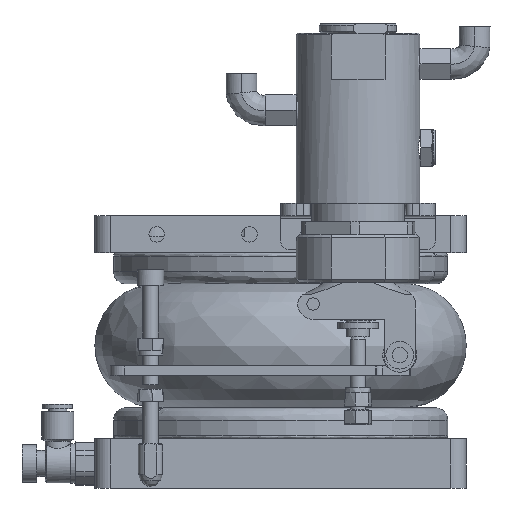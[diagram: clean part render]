
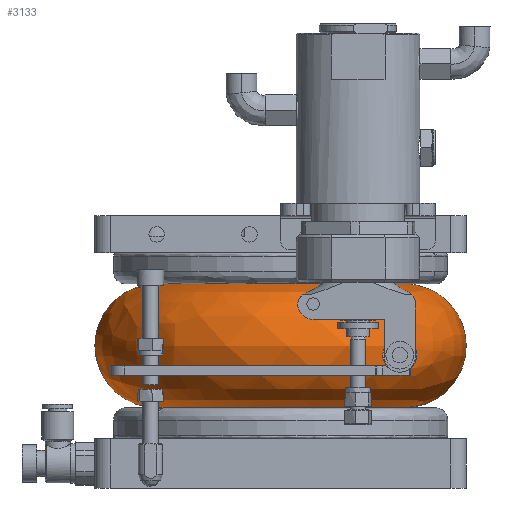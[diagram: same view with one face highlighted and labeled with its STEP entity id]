
A CAD part, left-side view. The second image highlights one B-rep face of the part: STEP entity #3133.
In plain terms, the highlighted free-form (B-spline) face has degree [3, 3] with [7, 4] control points.
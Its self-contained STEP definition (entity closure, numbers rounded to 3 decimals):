
#244 = DIRECTION ( 'NONE',  ( 0.999, 0.036, 0. ) ) ;
#925 = CARTESIAN_POINT ( 'NONE',  ( 131.12, -65.284, 218.682 ) ) ;
#1030 = CARTESIAN_POINT ( 'NONE',  ( 127.95, 23.269, 177.618 ) ) ;
#1143 = VERTEX_POINT ( 'NONE', #20808 ) ;
#1256 = CARTESIAN_POINT ( 'NONE',  ( 131.456, -74.671, 197.518 ) ) ;
#1353 = CARTESIAN_POINT ( 'NONE',  ( 51.992, 20.551, 217.418 ) ) ;
#2102 = EDGE_CURVE ( 'NONE', #1143, #7532, #19498, .T. ) ;
#2152 = AXIS2_PLACEMENT_3D ( 'NONE', #18018, #244, #13536 ) ;
#2667 = CARTESIAN_POINT ( 'NONE',  ( 127.163, 45.252, 184.851 ) ) ;
#3065 = ORIENTED_EDGE ( 'NONE', *, *, #8163, .F. ) ;
#3133 = ADVANCED_FACE ( 'NONE', ( #7780 ), #20443, .T. ) ;
#3208 = CARTESIAN_POINT ( 'NONE',  ( 127.879, 25.265, 217.518 ) ) ;
#3706 = CARTESIAN_POINT ( 'NONE',  ( 130.74, -54.684, 197.518 ) ) ;
#3874 = CIRCLE ( 'NONE', #2152, 20. ) ;
#3877 = CIRCLE ( 'NONE', #10844, 20. ) ;
#4378 = ORIENTED_EDGE ( 'NONE', *, *, #12200, .F. ) ;
#4395 = CARTESIAN_POINT ( 'NONE',  ( 127.499, 35.865, 218.682 ) ) ;
#4501 = CARTESIAN_POINT ( 'NONE',  ( 11.532, -78.963, 197.518 ) ) ;
#5917 = CARTESIAN_POINT ( 'NONE',  ( 127.163, 45.252, 210.185 ) ) ;
#6080 = EDGE_CURVE ( 'NONE', #10042, #6832, #16009, .T. ) ;
#6241 = CARTESIAN_POINT ( 'NONE',  ( 7.24, 40.96, 184.851 ) ) ;
#6283 = CARTESIAN_POINT ( 'NONE',  ( 130.74, -54.684, 177.518 ) ) ;
#6350 = CARTESIAN_POINT ( 'NONE',  ( 29.971, -68.904, 218.682 ) ) ;
#6428 = CARTESIAN_POINT ( 'NONE',  ( 127.879, 25.265, 217.518 ) ) ;
#6832 = VERTEX_POINT ( 'NONE', #3208 ) ;
#7080 = CARTESIAN_POINT ( 'NONE',  ( 127.879, 25.265, 177.518 ) ) ;
#7532 = VERTEX_POINT ( 'NONE', #6283 ) ;
#7665 = CARTESIAN_POINT ( 'NONE',  ( 51.992, 20.551, 177.618 ) ) ;
#7780 = FACE_OUTER_BOUND ( 'NONE', #21053, .T. ) ;
#7890 = CARTESIAN_POINT ( 'NONE',  ( 26.351, 32.245, 176.353 ) ) ;
#7987 = CARTESIAN_POINT ( 'NONE',  ( 130.669, -52.689, 217.418 ) ) ;
#8163 = EDGE_CURVE ( 'NONE', #10042, #7532, #3877, .T. ) ;
#8349 = ORIENTED_EDGE ( 'NONE', *, *, #6080, .T. ) ;
#8810 = CARTESIAN_POINT ( 'NONE',  ( 130.74, -54.684, 177.518 ) ) ;
#8821 = DIRECTION ( 'NONE',  ( -0.036, 0.999, 0. ) ) ;
#9304 = CARTESIAN_POINT ( 'NONE',  ( 26.351, 32.245, 218.682 ) ) ;
#9409 = CARTESIAN_POINT ( 'NONE',  ( 11.532, -78.963, 210.185 ) ) ;
#10042 = VERTEX_POINT ( 'NONE', #19869 ) ;
#10844 = AXIS2_PLACEMENT_3D ( 'NONE', #3706, #13741, #8821 ) ;
#11057 = CARTESIAN_POINT ( 'NONE',  ( 131.456, -74.671, 210.185 ) ) ;
#11128 = CARTESIAN_POINT ( 'NONE',  ( 130.74, -54.684, 217.518 ) ) ;
#11158 = CARTESIAN_POINT ( 'NONE',  ( 11.532, -78.963, 184.851 ) ) ;
#11370 = CARTESIAN_POINT ( 'NONE',  ( 29.971, -68.904, 176.353 ) ) ;
#12200 = EDGE_CURVE ( 'NONE', #1143, #6832, #3874, .T. ) ;
#12796 = CARTESIAN_POINT ( 'NONE',  ( 127.163, 45.252, 197.518 ) ) ;
#13009 = CARTESIAN_POINT ( 'NONE',  ( 131.456, -74.671, 184.851 ) ) ;
#13301 = CARTESIAN_POINT ( 'NONE',  ( 50.791, -57.545, 177.518 ) ) ;
#13536 = DIRECTION ( 'NONE',  ( -0.036, 0.999, 0. ) ) ;
#13741 = DIRECTION ( 'NONE',  ( 0.999, 0.036, 0. ) ) ;
#14322 = CARTESIAN_POINT ( 'NONE',  ( 130.669, -52.689, 177.618 ) ) ;
#14647 = CARTESIAN_POINT ( 'NONE',  ( 54.711, -55.407, 217.418 ) ) ;
#15953 = CARTESIAN_POINT ( 'NONE',  ( 131.12, -65.284, 176.353 ) ) ;
#16009 =( BOUNDED_CURVE ( )  B_SPLINE_CURVE ( 3, ( #11128, #17746, #17534, #6428 ),
 .UNSPECIFIED., .F., .F. ) 
 B_SPLINE_CURVE_WITH_KNOTS ( ( 4, 4 ),
 ( 0., 1. ),
 .UNSPECIFIED. ) 
 CURVE ( )  GEOMETRIC_REPRESENTATION_ITEM ( )  RATIONAL_B_SPLINE_CURVE ( ( 0.959, 0.32, 0.32, 0.959 ) ) 
 REPRESENTATION_ITEM ( '' )  );
#17074 = CARTESIAN_POINT ( 'NONE',  ( 47.93, 22.403, 177.518 ) ) ;
#17534 = CARTESIAN_POINT ( 'NONE',  ( 47.93, 22.403, 217.518 ) ) ;
#17569 = CARTESIAN_POINT ( 'NONE',  ( 7.24, 40.96, 210.185 ) ) ;
#17746 = CARTESIAN_POINT ( 'NONE',  ( 50.791, -57.545, 217.518 ) ) ;
#17893 = CARTESIAN_POINT ( 'NONE',  ( 127.95, 23.269, 217.418 ) ) ;
#18018 = CARTESIAN_POINT ( 'NONE',  ( 127.879, 25.265, 197.518 ) ) ;
#19430 = CARTESIAN_POINT ( 'NONE',  ( 54.711, -55.407, 177.618 ) ) ;
#19498 =( BOUNDED_CURVE ( )  B_SPLINE_CURVE ( 3, ( #7080, #17074, #13301, #8810 ),
 .UNSPECIFIED., .F., .F. ) 
 B_SPLINE_CURVE_WITH_KNOTS ( ( 4, 4 ),
 ( 0., 1. ),
 .UNSPECIFIED. ) 
 CURVE ( )  GEOMETRIC_REPRESENTATION_ITEM ( )  RATIONAL_B_SPLINE_CURVE ( ( 0.959, 0.32, 0.32, 0.959 ) ) 
 REPRESENTATION_ITEM ( '' )  );
#19641 = CARTESIAN_POINT ( 'NONE',  ( 127.499, 35.865, 176.353 ) ) ;
#19869 = CARTESIAN_POINT ( 'NONE',  ( 130.74, -54.684, 217.518 ) ) ;
#20443 =( BOUNDED_SURFACE ( )  B_SPLINE_SURFACE ( 3, 3, ( 
 ( #17893, #1353, #14647, #7987 ),
 ( #4395, #9304, #6350, #925 ),
 ( #5917, #17569, #9409, #11057 ),
 ( #12796, #21266, #4501, #1256 ),
 ( #2667, #6241, #11158, #13009 ),
 ( #19641, #7890, #11370, #15953 ),
 ( #1030, #7665, #19430, #14322 ) ),
 .UNSPECIFIED., .F., .F., .T. ) 
 B_SPLINE_SURFACE_WITH_KNOTS ( ( 4, 3, 4 ),
 ( 4, 4 ),
 ( 0., 0.5, 1. ),
 ( 0., 1. ),
 .UNSPECIFIED. ) 
 GEOMETRIC_REPRESENTATION_ITEM ( )  RATIONAL_B_SPLINE_SURFACE ( (
 ( 1., 0.333, 0.333, 1.),
 ( 0.781, 0.26, 0.26, 0.781),
 ( 0.781, 0.26, 0.26, 0.781),
 ( 1., 0.333, 0.333, 1.),
 ( 0.781, 0.26, 0.26, 0.781),
 ( 0.781, 0.26, 0.26, 0.781),
 ( 1., 0.333, 0.333, 1.) ) ) 
 REPRESENTATION_ITEM ( '' )  SURFACE ( )  );
#20808 = CARTESIAN_POINT ( 'NONE',  ( 127.879, 25.265, 177.518 ) ) ;
#21053 = EDGE_LOOP ( 'NONE', ( #3065, #8349, #4378, #21477 ) ) ;
#21266 = CARTESIAN_POINT ( 'NONE',  ( 7.24, 40.96, 197.518 ) ) ;
#21477 = ORIENTED_EDGE ( 'NONE', *, *, #2102, .T. ) ;
